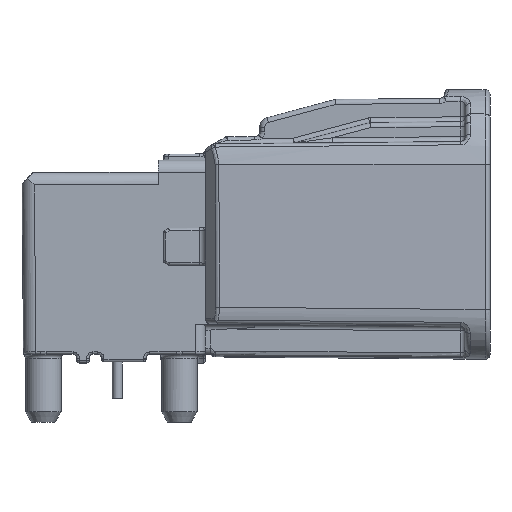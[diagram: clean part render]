
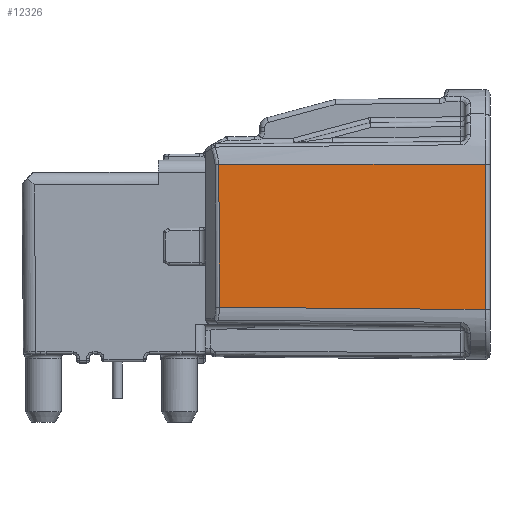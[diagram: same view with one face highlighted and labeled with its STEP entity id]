
A CAD part, left-side view. The second image highlights one B-rep face of the part: STEP entity #12326.
In plain terms, the highlighted planar face has unit normal (-1, 0, 0.004).
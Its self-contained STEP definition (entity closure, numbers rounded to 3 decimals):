
#252=PLANE('',#13423);
#531=ELLIPSE('',#13424,0.026,0.019);
#1356=LINE('',#23802,#2240);
#1381=LINE('',#24191,#2265);
#1382=LINE('',#24197,#2266);
#1383=LINE('',#24274,#2267);
#2240=VECTOR('',#15892,1.);
#2265=VECTOR('',#15987,1.);
#2266=VECTOR('',#15994,1.);
#2267=VECTOR('',#16005,1.);
#3243=FACE_OUTER_BOUND('',#4022,.T.);
#4022=EDGE_LOOP('',(#9679,#9680,#9681,#9682,#9683));
#5623=VERTEX_POINT('',#23757);
#5624=VERTEX_POINT('',#23801);
#5654=VERTEX_POINT('',#24190);
#5656=VERTEX_POINT('',#24195);
#5662=VERTEX_POINT('',#24273);
#7044=EDGE_CURVE('',#5623,#5624,#1356,.T.);
#7092=EDGE_CURVE('',#5624,#5654,#1381,.T.);
#7095=EDGE_CURVE('',#5623,#5656,#1382,.T.);
#7102=EDGE_CURVE('',#5662,#5654,#1383,.T.);
#7103=EDGE_CURVE('',#5656,#5662,#531,.T.);
#9679=ORIENTED_EDGE('',*,*,#7102,.T.);
#9680=ORIENTED_EDGE('',*,*,#7092,.F.);
#9681=ORIENTED_EDGE('',*,*,#7044,.F.);
#9682=ORIENTED_EDGE('',*,*,#7095,.T.);
#9683=ORIENTED_EDGE('',*,*,#7103,.T.);
#12326=ADVANCED_FACE('',(#3243),#252,.T.);
#13423=AXIS2_PLACEMENT_3D('',#24272,#16003,#16004);
#13424=AXIS2_PLACEMENT_3D('',#24275,#16006,#16007);
#15892=DIRECTION('',(-0.004,0.,-1.));
#15987=DIRECTION('',(0.,1.,0.009));
#15994=DIRECTION('',(0.,1.,0.));
#16003=DIRECTION('center_axis',(-1.,0.,0.004));
#16004=DIRECTION('ref_axis',(0.,1.,0.));
#16005=DIRECTION('',(-0.004,-0.004,-1.));
#16006=DIRECTION('center_axis',(-1.,0.,
0.004));
#16007=DIRECTION('ref_axis',(0.,-0.997,-0.079));
#23757=CARTESIAN_POINT('',(-4.537,-14.86,7.975));
#23801=CARTESIAN_POINT('',(-4.563,-14.86,2.111));
#23802=CARTESIAN_POINT('',(-4.524,-14.86,11.));
#24190=CARTESIAN_POINT('',(-4.562,-4.125,2.204));
#24191=CARTESIAN_POINT('',(-4.563,-14.982,2.109));
#24195=CARTESIAN_POINT('',(-4.537,-4.107,7.975));
#24197=CARTESIAN_POINT('',(-4.537,-15.06,7.975));
#24272=CARTESIAN_POINT('Origin',(-4.524,-15.06,11.));
#24273=CARTESIAN_POINT('',(-4.537,-4.104,7.975));
#24274=CARTESIAN_POINT('',(-4.537,-4.104,7.975));
#24275=CARTESIAN_POINT('Origin',(-4.537,-4.108,7.956));
